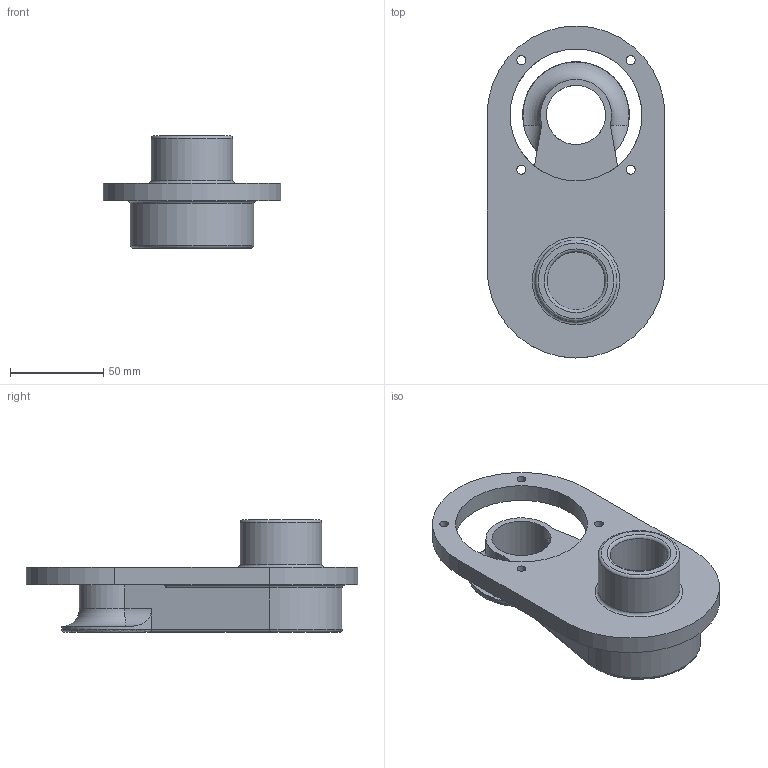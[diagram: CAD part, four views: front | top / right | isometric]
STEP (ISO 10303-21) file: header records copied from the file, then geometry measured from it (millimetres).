
FILE_DESCRIPTION(/* description */ (''),/* implementation_level */ '2;1');
FILE_NAME(/* name */ 'Rev1-dust-collector v9_Rev1-dust-collector-71mm-31mm v2.step',/* time_stamp */ '2022-07-21T10:55:21-04:00',/* author */ (''),/* organization */ (''),/* preprocessor_version */ 'ST-DEVELOPER v19',/* originating_system */ 'Autodesk Translation Framework v11.7.0.108',/* authorisation */ '');
FILE_SCHEMA (('AUTOMOTIVE_DESIGN { 1 0 10303 214 3 1 1 }'));
Length unit declared in the file: millimetre
Products named in the file (1): Rev1-dust-collector v9_Rev1-dust-collector-71mm-31mm
Bounding box: 95.25 x 177.8 x 60.33 mm (x, y, z)
Volume: 167772.7 mm3; surface area: 62771.4 mm2
Topology: 1 solids, 1 shells, 294 faces, 804 edges, 526 vertices
Faces by surface type: bspline 167, plane 89, cylinder 26, torus 12
Full cylindrical faces by diameter (mm): 4.826 x4, 31 x1, 31.75 x1, 43.7 x1, 70.612 x1
Entity records: 11246 total; most frequent: CARTESIAN_POINT 4868, ORIENTED_EDGE 1604, EDGE_CURVE 802, DIRECTION 783, VERTEX_POINT 526, LINE 393, VECTOR 393, B_SPLINE_CURVE_WITH_KNOTS 342
